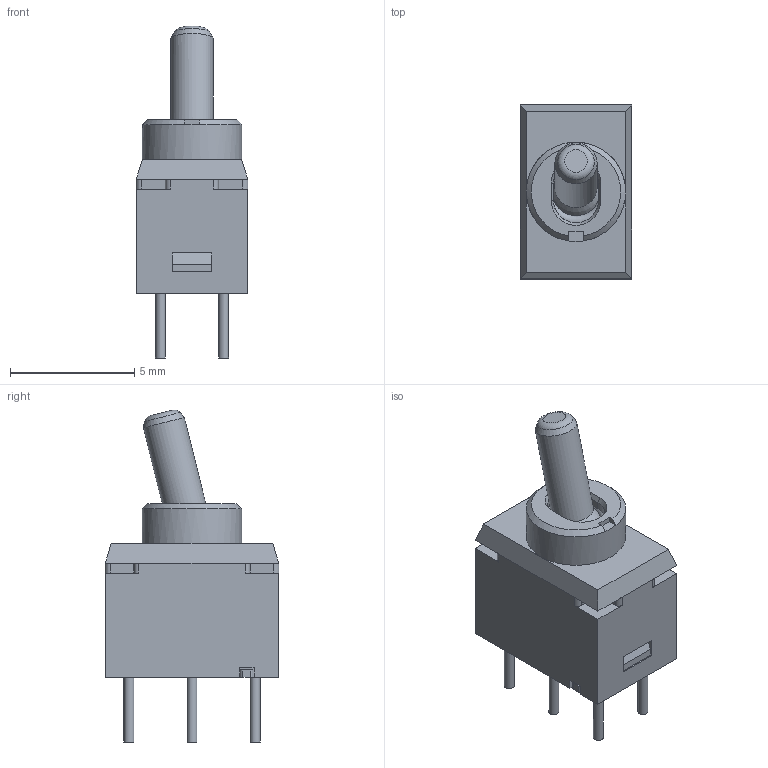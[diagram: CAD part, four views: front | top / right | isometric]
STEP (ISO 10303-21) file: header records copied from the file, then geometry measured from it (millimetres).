
FILE_DESCRIPTION( ( 'STEP AP203' ), '1' );
FILE_NAME( ' ', ' ', ( ' ' ), ( ' ' ), 'XStep 1.0', ' ', ' ' );
FILE_SCHEMA( ( 'CONFIG_CONTROL_DESIGN' ) );
Length unit declared in the file: millimetre
Products named in the file (1): 1
Bounding box: 4.5 x 7 x 13.37 mm (x, y, z)
Volume: 193.2 mm3; surface area: 276.7 mm2
Topology: 1 solids, 1 shells, 132 faces, 357 edges, 229 vertices
Faces by surface type: plane 95, cylinder 30, cone 4, torus 2, sphere 1
Full cylindrical faces by diameter (mm): 0.4 x5, 1.7 x1, 2.9 x1, 4 x1
Entity records: 4084 total; most frequent: CARTESIAN_POINT 746, ORIENTED_EDGE 678, DIRECTION 674, EDGE_CURVE 339, LINE 256, VECTOR 256, VERTEX_POINT 223, AXIS2_PLACEMENT_3D 209
